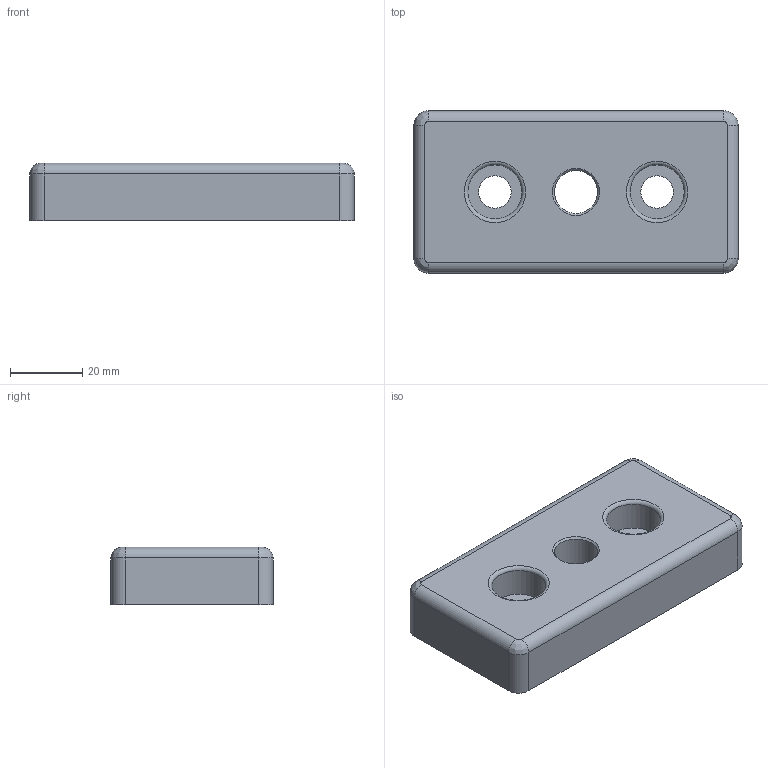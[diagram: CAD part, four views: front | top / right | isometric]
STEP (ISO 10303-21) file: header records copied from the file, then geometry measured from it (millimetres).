
FILE_DESCRIPTION(('STEP AP203'),'1');
FILE_NAME('BASE08N1122.stp','2023-10-23T09:53:21',(' '),(' '),'Spatial InterOp 3D',' ',' ');
FILE_SCHEMA(('CONFIG_CONTROL_DESIGN'));
Length unit declared in the file: millimetre
Products named in the file (1): Plaque de base 90x45 M14, ep 16mm, noire
Bounding box: 90 x 45 x 16 mm (x, y, z)
Volume: 58168.6 mm3; surface area: 13245.4 mm2
Topology: 1 solids, 1 shells, 29 faces, 66 edges, 41 vertices
Faces by surface type: cylinder 13, plane 8, bspline 4, torus 2, cone 2
Full cylindrical faces by diameter (mm): 9 x2, 12 x1, 15 x2
Entity records: 970 total; most frequent: CARTESIAN_POINT 182, DIRECTION 140, ORIENTED_EDGE 108, AXIS2_PLACEMENT_3D 60, EDGE_CURVE 54, EDGE_LOOP 46, VERTEX_POINT 38, FACE_OUTER_BOUND 36
